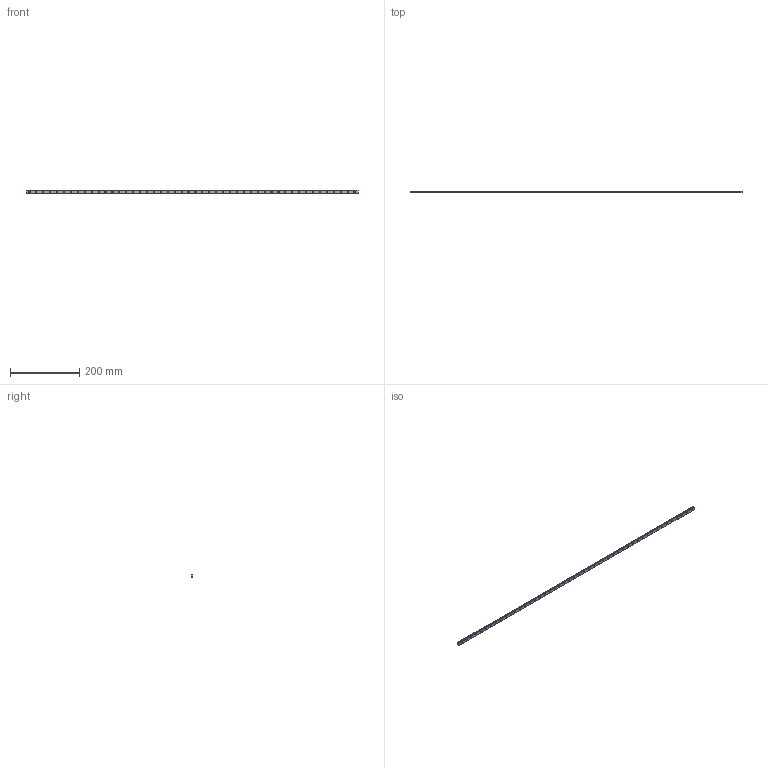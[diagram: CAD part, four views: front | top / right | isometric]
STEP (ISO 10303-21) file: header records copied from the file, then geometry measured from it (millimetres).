
FILE_DESCRIPTION (( 'STEP AP214' ), '1' );
FILE_NAME ('SRS9XGMSS-960LM_G10_0_0_0_0_0_1.STEP', '2021-08-13T09:41:13', ( '' ), ( '' ), 'SwSTEP 2.0', 'SolidWorks 2021', '' );
FILE_SCHEMA (( 'AUTOMOTIVE_DESIGN' ));
Length unit declared in the file: millimetre
Products named in the file (2): _SRS9XGM96010 Track; SRS9XGMSS-960LM_G10_0_0_0_0_0_1
Assembly tree (1 placements, depth 2):
  SRS9XGMSS-960LM_G10_0_0_0_0_0_1
    _SRS9XGM96010 Track
Bounding box: 960 x 5.5 x 9 mm (x, y, z)
Volume: 38257 mm3; surface area: 30915.1 mm2
Topology: 1 solids, 1 shells, 269 faces, 657 edges, 438 vertices
Faces by surface type: cylinder 205, plane 64
Entity records: 8399 total; most frequent: DIRECTION 1613, CARTESIAN_POINT 1368, ORIENTED_EDGE 1314, AXIS2_PLACEMENT_3D 683, EDGE_CURVE 657, VERTEX_POINT 438, EDGE_LOOP 413, CIRCLE 410
